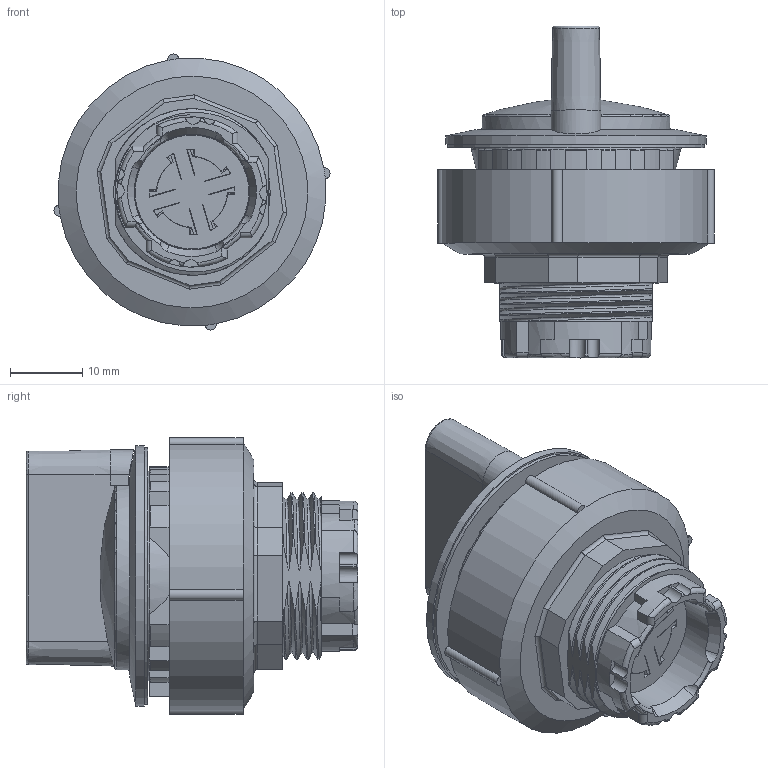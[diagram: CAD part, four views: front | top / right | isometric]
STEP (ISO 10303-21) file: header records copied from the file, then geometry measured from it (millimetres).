
FILE_DESCRIPTION(/* description */ (''),/* implementation_level */ '2;1');
FILE_NAME(/* name */ 'KRJVAWCL_vereinfacht.stp',/* time_stamp */ '2024-06-27T08:45:34+02:00',/* author */ ('Sz'),/* organization */ (''),/* preprocessor_version */ 'ST-DEVELOPER v19.2',/* originating_system */ 'Autodesk Inventor 2023',/* authorisation */ '');
FILE_SCHEMA (('AUTOMOTIVE_DESIGN { 1 0 10303 214 3 1 1 }'));
Length unit declared in the file: centimetre
Products named in the file (1): Bauteil651
Bounding box: 38.14 x 45.8 x 38.14 mm (x, y, z)
Volume: 20964.5 mm3; surface area: 12247 mm2
Topology: 2 solids, 2 shells, 459 faces, 1331 edges, 877 vertices
Faces by surface type: plane 179, cylinder 142, bspline 62, torus 43, cone 32, sphere 1
Full cylindrical faces by diameter (mm): 15.75 x1, 16 x1, 21.612 x1, 23 x1, 24.25 x1, 26.4 x1, 29 x1, 34 x1, 35.5 x1, 36 x1
Entity records: 26277 total; most frequent: CARTESIAN_POINT 14129, ORIENTED_EDGE 2662, DIRECTION 2171, EDGE_CURVE 1331, VERTEX_POINT 877, AXIS2_PLACEMENT_3D 809, LINE 553, VECTOR 553
